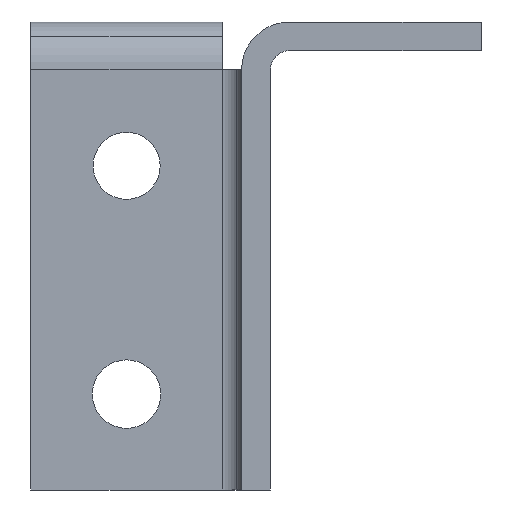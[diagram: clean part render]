
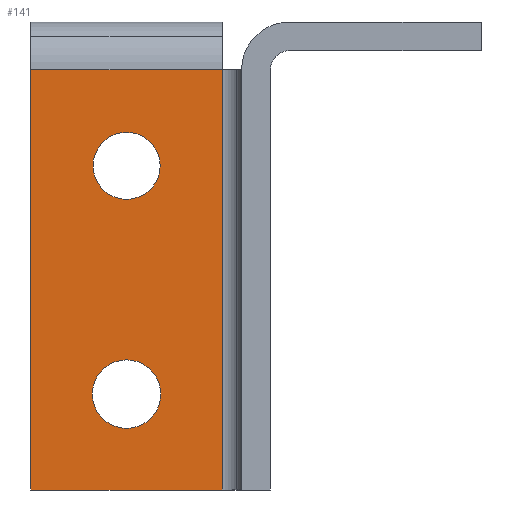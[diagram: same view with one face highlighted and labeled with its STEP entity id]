
A CAD part, left-side view. The second image highlights one B-rep face of the part: STEP entity #141.
In plain terms, the highlighted planar face has unit normal (-1, 0, 0).
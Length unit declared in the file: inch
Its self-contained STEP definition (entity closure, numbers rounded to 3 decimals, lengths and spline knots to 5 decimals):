
#141=ADVANCED_FACE('',(#286,#287,#288),#289,.T.);
#286=FACE_BOUND('',#425,.T.);
#287=FACE_BOUND('',#426,.T.);
#288=FACE_OUTER_BOUND('',#427,.T.);
#289=PLANE('',#428);
#425=EDGE_LOOP('',(#782,#783));
#426=EDGE_LOOP('',(#784,#785));
#427=EDGE_LOOP('',(#786,#787,#788,#789));
#428=AXIS2_PLACEMENT_3D('',#790,#791,#792);
#782=ORIENTED_EDGE('',*,*,#855,.T.);
#783=ORIENTED_EDGE('',*,*,#905,.T.);
#784=ORIENTED_EDGE('',*,*,#933,.T.);
#785=ORIENTED_EDGE('',*,*,#950,.T.);
#786=ORIENTED_EDGE('',*,*,#870,.T.);
#787=ORIENTED_EDGE('',*,*,#920,.F.);
#788=ORIENTED_EDGE('',*,*,#944,.F.);
#789=ORIENTED_EDGE('',*,*,#817,.F.);
#790=CARTESIAN_POINT('',(1.79478,1.19488,0.));
#791=DIRECTION('',(-1.0,0.,0.0));
#792=DIRECTION('',(0.,1.0,0.));
#817=EDGE_CURVE('',#968,#970,#971,.T.);
#855=EDGE_CURVE('',#1040,#1037,#1041,.T.);
#870=EDGE_CURVE('',#968,#1060,#1062,.T.);
#905=EDGE_CURVE('',#1037,#1040,#1111,.T.);
#920=EDGE_CURVE('',#1014,#1060,#1130,.T.);
#933=EDGE_CURVE('',#1146,#1143,#1147,.T.);
#944=EDGE_CURVE('',#970,#1014,#1159,.T.);
#950=EDGE_CURVE('',#1143,#1146,#1165,.T.);
#968=VERTEX_POINT('',#1185);
#970=VERTEX_POINT('',#1188);
#971=LINE('',#1189,#1190);
#1014=VERTEX_POINT('',#1243);
#1037=VERTEX_POINT('',#1272);
#1040=VERTEX_POINT('',#1276);
#1041=CIRCLE('',#1277,0.28125);
#1060=VERTEX_POINT('',#1301);
#1062=LINE('',#1303,#1304);
#1111=CIRCLE('',#1367,0.28125);
#1130=LINE('',#1394,#1395);
#1143=VERTEX_POINT('',#1411);
#1146=VERTEX_POINT('',#1415);
#1147=CIRCLE('',#1416,0.27559);
#1159=LINE('',#1431,#1432);
#1165=CIRCLE('',#1438,0.27559);
#1185=CARTESIAN_POINT('',(1.79478,1.98228,-1.875));
#1188=CARTESIAN_POINT('',(1.79478,1.98228,1.5748));
#1189=CARTESIAN_POINT('',(1.79478,1.98228,1.5748));
#1190=VECTOR('',#1453,0.03937);
#1243=CARTESIAN_POINT('',(1.79478,0.40748,1.5748));
#1272=CARTESIAN_POINT('',(1.79478,1.19488,-0.80635));
#1276=CARTESIAN_POINT('',(1.79478,1.19488,-1.36885));
#1277=AXIS2_PLACEMENT_3D('',#1516,#1517,#1518);
#1301=CARTESIAN_POINT('',(1.79478,0.40748,-1.875));
#1303=CARTESIAN_POINT('',(1.79478,1.69456,-1.875));
#1304=VECTOR('',#1545,0.03937);
#1367=AXIS2_PLACEMENT_3D('',#1593,#1594,#1595);
#1394=CARTESIAN_POINT('',(1.79478,0.40748,1.5748));
#1395=VECTOR('',#1607,0.03937);
#1411=CARTESIAN_POINT('',(1.79478,1.19488,0.51181));
#1415=CARTESIAN_POINT('',(1.79478,1.19488,1.06299));
#1416=AXIS2_PLACEMENT_3D('',#1621,#1622,#1623);
#1431=CARTESIAN_POINT('',(1.79478,1.58858,1.5748));
#1432=VECTOR('',#1636,0.03937);
#1438=AXIS2_PLACEMENT_3D('',#1643,#1644,#1645);
#1453=DIRECTION('',(0.,0.,1.0));
#1516=CARTESIAN_POINT('',(1.79478,1.19488,-1.0876));
#1517=DIRECTION('',(1.0,0.,0.));
#1518=DIRECTION('',(0.,0.,1.0));
#1545=DIRECTION('',(0.,-1.0,0.));
#1593=CARTESIAN_POINT('',(1.79478,1.19488,-1.0876));
#1594=DIRECTION('',(1.0,0.,0.));
#1595=DIRECTION('',(0.,0.,1.0));
#1607=DIRECTION('',(0.,0.,-1.0));
#1621=CARTESIAN_POINT('',(1.79478,1.19488,0.7874));
#1622=DIRECTION('',(1.0,0.,0.));
#1623=DIRECTION('',(0.,0.,-1.0));
#1636=DIRECTION('',(0.,-1.0,0.));
#1643=CARTESIAN_POINT('',(1.79478,1.19488,0.7874));
#1644=DIRECTION('',(1.0,0.,0.));
#1645=DIRECTION('',(0.,0.,-1.0));
